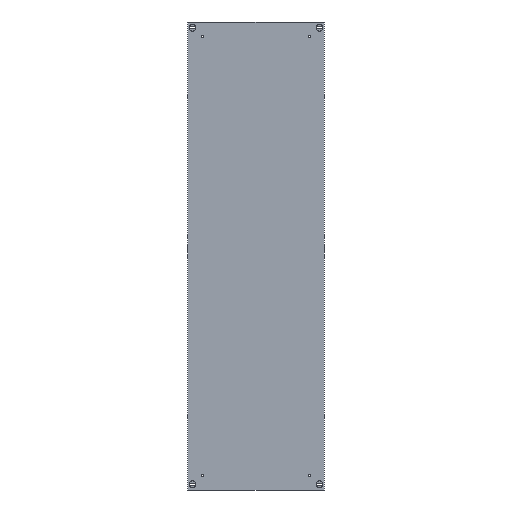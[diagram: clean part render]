
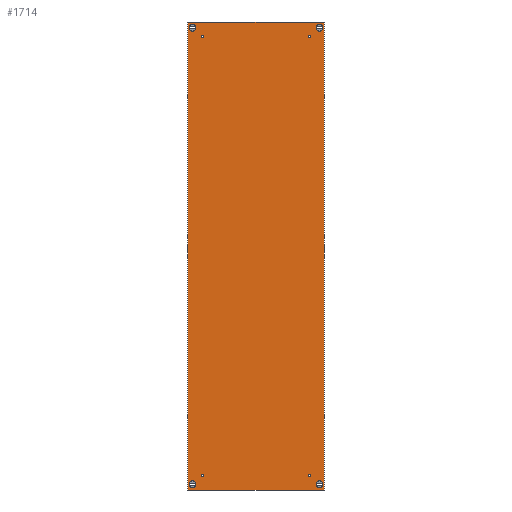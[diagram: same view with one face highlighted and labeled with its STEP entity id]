
A CAD part, front view. The second image highlights one B-rep face of the part: STEP entity #1714.
In plain terms, the highlighted planar face has unit normal (0, -1, 0).
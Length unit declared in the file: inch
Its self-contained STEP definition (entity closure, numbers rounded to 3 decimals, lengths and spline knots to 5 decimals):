
#14 = CARTESIAN_POINT ( 'NONE',  ( 8.9763, -0.09843, -32.2637 ) ) ;
#56 = VERTEX_POINT ( 'NONE', #432 ) ;
#68 = CARTESIAN_POINT ( 'NONE',  ( 8.9763, -0.09843, 32.2637 ) ) ;
#75 = ORIENTED_EDGE ( 'NONE', *, *, #338, .F. ) ;
#82 = VECTOR ( 'NONE', #2206, 39.37008 ) ;
#110 = ORIENTED_EDGE ( 'NONE', *, *, #1232, .F. ) ;
#145 = CARTESIAN_POINT ( 'NONE',  ( 0., -0.09843, -33.07087 ) ) ;
#167 = CARTESIAN_POINT ( 'NONE',  ( -9.64567, -0.09843, 0. ) ) ;
#169 = LINE ( 'NONE', #145, #2340 ) ;
#173 = CARTESIAN_POINT ( 'NONE',  ( 0., -0.09843, 33.07087 ) ) ;
#198 = LINE ( 'NONE', #167, #82 ) ;
#202 = DIRECTION ( 'NONE',  ( 0., -1., 0. ) ) ;
#212 = EDGE_CURVE ( 'NONE', #2175, #415, #1810, .T. ) ;
#261 = CARTESIAN_POINT ( 'NONE',  ( 7.57866, -0.09843, 30.82669 ) ) ;
#276 = CARTESIAN_POINT ( 'NONE',  ( 0., -0.09843, 0. ) ) ;
#293 = DIRECTION ( 'NONE',  ( 0., 0., -1. ) ) ;
#308 = CIRCLE ( 'NONE', #1569, 0.47244 ) ;
#338 = EDGE_CURVE ( 'NONE', #56, #56, #2144, .T. ) ;
#393 = DIRECTION ( 'NONE',  ( 0., 0., 1. ) ) ;
#397 = FACE_BOUND ( 'NONE', #1926, .T. ) ;
#415 = VERTEX_POINT ( 'NONE', #1505 ) ;
#432 = CARTESIAN_POINT ( 'NONE',  ( -7.57866, -0.09843, 30.82669 ) ) ;
#455 = CARTESIAN_POINT ( 'NONE',  ( 9.64567, -0.09843, 0. ) ) ;
#629 = FACE_BOUND ( 'NONE', #1648, .T. ) ;
#662 = CARTESIAN_POINT ( 'NONE',  ( -9.64567, -0.09843, 33.07087 ) ) ;
#678 = EDGE_LOOP ( 'NONE', ( #1590, #2253, #844, #924 ) ) ;
#722 = CARTESIAN_POINT ( 'NONE',  ( -8.9763, -0.09843, -32.2637 ) ) ;
#729 = CIRCLE ( 'NONE', #2153, 0.17717 ) ;
#769 = CARTESIAN_POINT ( 'NONE',  ( -9.64567, -0.09843, -33.07087 ) ) ;
#772 = VECTOR ( 'NONE', #1352, 39.37008 ) ;
#785 = CARTESIAN_POINT ( 'NONE',  ( -7.57866, -0.09843, 31.00386 ) ) ;
#795 = FACE_BOUND ( 'NONE', #1871, .T. ) ;
#832 = EDGE_CURVE ( 'NONE', #1303, #1303, #1373, .T. ) ;
#844 = ORIENTED_EDGE ( 'NONE', *, *, #1909, .F. ) ;
#845 = AXIS2_PLACEMENT_3D ( 'NONE', #68, #1728, #2280 ) ;
#875 = ORIENTED_EDGE ( 'NONE', *, *, #1011, .F. ) ;
#879 = AXIS2_PLACEMENT_3D ( 'NONE', #14, #1294, #2367 ) ;
#894 = DIRECTION ( 'NONE',  ( 1., 0., 0. ) ) ;
#899 = CARTESIAN_POINT ( 'NONE',  ( 7.57866, -0.09843, 31.00386 ) ) ;
#910 = CARTESIAN_POINT ( 'NONE',  ( 7.57866, -0.09843, -31.00386 ) ) ;
#911 = EDGE_LOOP ( 'NONE', ( #2076 ) ) ;
#924 = ORIENTED_EDGE ( 'NONE', *, *, #1057, .F. ) ;
#954 = CARTESIAN_POINT ( 'NONE',  ( 8.9763, -0.09843, -31.79126 ) ) ;
#958 = CARTESIAN_POINT ( 'NONE',  ( 9.64567, -0.09843, -33.07087 ) ) ;
#985 = VERTEX_POINT ( 'NONE', #1131 ) ;
#1011 = EDGE_CURVE ( 'NONE', #1517, #1517, #308, .T. ) ;
#1021 = FACE_BOUND ( 'NONE', #1946, .T. ) ;
#1032 = CIRCLE ( 'NONE', #2110, 0.47244 ) ;
#1033 = CARTESIAN_POINT ( 'NONE',  ( -8.9763, -0.09843, 32.2637 ) ) ;
#1057 = EDGE_CURVE ( 'NONE', #2009, #2103, #169, .T. ) ;
#1065 = VECTOR ( 'NONE', #894, 39.37008 ) ;
#1104 = CIRCLE ( 'NONE', #879, 0.47244 ) ;
#1105 = DIRECTION ( 'NONE',  ( 0., -1., 0. ) ) ;
#1131 = CARTESIAN_POINT ( 'NONE',  ( 8.9763, -0.09843, 32.73614 ) ) ;
#1160 = CARTESIAN_POINT ( 'NONE',  ( -7.57866, -0.09843, -31.00386 ) ) ;
#1163 = FACE_BOUND ( 'NONE', #2182, .T. ) ;
#1164 = VERTEX_POINT ( 'NONE', #2053 ) ;
#1175 = FACE_BOUND ( 'NONE', #2295, .T. ) ;
#1200 = EDGE_CURVE ( 'NONE', #1314, #1314, #1104, .T. ) ;
#1220 = ORIENTED_EDGE ( 'NONE', *, *, #1200, .F. ) ;
#1232 = EDGE_CURVE ( 'NONE', #1529, #1529, #1032, .T. ) ;
#1294 = DIRECTION ( 'NONE',  ( 0., -1., 0. ) ) ;
#1303 = VERTEX_POINT ( 'NONE', #1870 ) ;
#1314 = VERTEX_POINT ( 'NONE', #954 ) ;
#1352 = DIRECTION ( 'NONE',  ( 0., 0., -1. ) ) ;
#1373 = CIRCLE ( 'NONE', #1801, 0.17717 ) ;
#1402 = ORIENTED_EDGE ( 'NONE', *, *, #2004, .F. ) ;
#1413 = AXIS2_PLACEMENT_3D ( 'NONE', #785, #1105, #2202 ) ;
#1421 = CIRCLE ( 'NONE', #2073, 0.17717 ) ;
#1505 = CARTESIAN_POINT ( 'NONE',  ( 9.64567, -0.09843, 33.07087 ) ) ;
#1517 = VERTEX_POINT ( 'NONE', #1884 ) ;
#1528 = DIRECTION ( 'NONE',  ( 0., 1., 0. ) ) ;
#1529 = VERTEX_POINT ( 'NONE', #2252 ) ;
#1543 = FACE_BOUND ( 'NONE', #2284, .T. ) ;
#1568 = ORIENTED_EDGE ( 'NONE', *, *, #1863, .F. ) ;
#1569 = AXIS2_PLACEMENT_3D ( 'NONE', #1033, #1998, #2323 ) ;
#1590 = ORIENTED_EDGE ( 'NONE', *, *, #1983, .F. ) ;
#1642 = DIRECTION ( 'NONE',  ( 0., 0., -1. ) ) ;
#1648 = EDGE_LOOP ( 'NONE', ( #1402 ) ) ;
#1688 = AXIS2_PLACEMENT_3D ( 'NONE', #276, #1528, #2095 ) ;
#1714 = ADVANCED_FACE ( 'NONE', ( #397, #1543, #1951, #629, #1163, #1175, #795, #1021, #1928 ), #1915, .F. ) ;
#1728 = DIRECTION ( 'NONE',  ( 0., -1., 0. ) ) ;
#1801 = AXIS2_PLACEMENT_3D ( 'NONE', #1160, #2260, #293 ) ;
#1810 = LINE ( 'NONE', #173, #1065 ) ;
#1863 = EDGE_CURVE ( 'NONE', #1164, #1164, #729, .T. ) ;
#1870 = CARTESIAN_POINT ( 'NONE',  ( -7.57866, -0.09843, -31.18102 ) ) ;
#1871 = EDGE_LOOP ( 'NONE', ( #75 ) ) ;
#1872 = LINE ( 'NONE', #455, #772 ) ;
#1884 = CARTESIAN_POINT ( 'NONE',  ( -8.9763, -0.09843, 32.73614 ) ) ;
#1902 = VERTEX_POINT ( 'NONE', #261 ) ;
#1909 = EDGE_CURVE ( 'NONE', #2103, #2175, #198, .T. ) ;
#1915 = PLANE ( 'NONE',  #1688 ) ;
#1926 = EDGE_LOOP ( 'NONE', ( #1568 ) ) ;
#1928 = FACE_OUTER_BOUND ( 'NONE', #678, .T. ) ;
#1935 = EDGE_CURVE ( 'NONE', #1902, #1902, #1421, .T. ) ;
#1946 = EDGE_LOOP ( 'NONE', ( #1220 ) ) ;
#1951 = FACE_BOUND ( 'NONE', #911, .T. ) ;
#1983 = EDGE_CURVE ( 'NONE', #415, #2009, #1872, .T. ) ;
#1994 = DIRECTION ( 'NONE',  ( 0., -1., 0. ) ) ;
#1998 = DIRECTION ( 'NONE',  ( 0., -1., 0. ) ) ;
#2004 = EDGE_CURVE ( 'NONE', #985, #985, #2039, .T. ) ;
#2009 = VERTEX_POINT ( 'NONE', #958 ) ;
#2039 = CIRCLE ( 'NONE', #845, 0.47244 ) ;
#2053 = CARTESIAN_POINT ( 'NONE',  ( 7.57866, -0.09843, -31.18102 ) ) ;
#2070 = ORIENTED_EDGE ( 'NONE', *, *, #1935, .F. ) ;
#2073 = AXIS2_PLACEMENT_3D ( 'NONE', #899, #2183, #2356 ) ;
#2076 = ORIENTED_EDGE ( 'NONE', *, *, #832, .F. ) ;
#2095 = DIRECTION ( 'NONE',  ( 0., 0., 1. ) ) ;
#2103 = VERTEX_POINT ( 'NONE', #769 ) ;
#2110 = AXIS2_PLACEMENT_3D ( 'NONE', #722, #202, #393 ) ;
#2144 = CIRCLE ( 'NONE', #1413, 0.17717 ) ;
#2153 = AXIS2_PLACEMENT_3D ( 'NONE', #910, #1994, #1642 ) ;
#2174 = DIRECTION ( 'NONE',  ( -1., 0., 0. ) ) ;
#2175 = VERTEX_POINT ( 'NONE', #662 ) ;
#2182 = EDGE_LOOP ( 'NONE', ( #2070 ) ) ;
#2183 = DIRECTION ( 'NONE',  ( 0., -1., 0. ) ) ;
#2202 = DIRECTION ( 'NONE',  ( 0., 0., -1. ) ) ;
#2206 = DIRECTION ( 'NONE',  ( 0., 0., 1. ) ) ;
#2252 = CARTESIAN_POINT ( 'NONE',  ( -8.9763, -0.09843, -31.79126 ) ) ;
#2253 = ORIENTED_EDGE ( 'NONE', *, *, #212, .F. ) ;
#2260 = DIRECTION ( 'NONE',  ( 0., -1., 0. ) ) ;
#2280 = DIRECTION ( 'NONE',  ( 0., 0., 1. ) ) ;
#2284 = EDGE_LOOP ( 'NONE', ( #110 ) ) ;
#2295 = EDGE_LOOP ( 'NONE', ( #875 ) ) ;
#2323 = DIRECTION ( 'NONE',  ( 0., 0., 1. ) ) ;
#2340 = VECTOR ( 'NONE', #2174, 39.37008 ) ;
#2356 = DIRECTION ( 'NONE',  ( 0., 0., -1. ) ) ;
#2367 = DIRECTION ( 'NONE',  ( 0., 0., 1. ) ) ;
